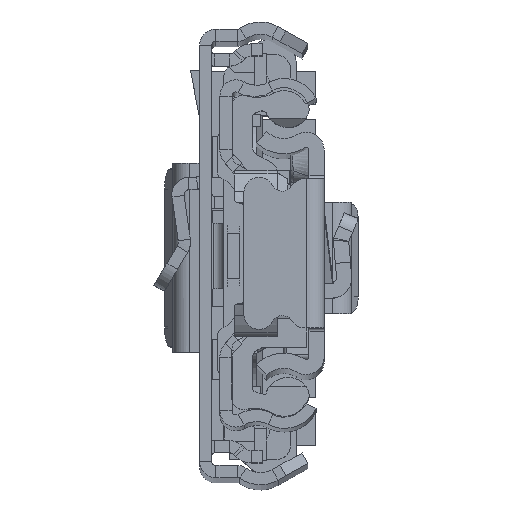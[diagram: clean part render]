
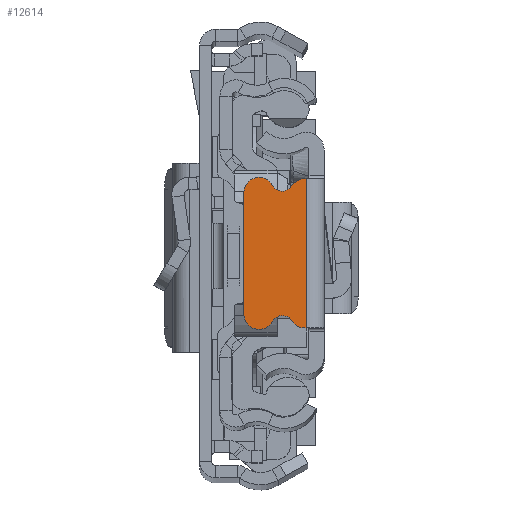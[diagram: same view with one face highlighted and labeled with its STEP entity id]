
A CAD part, top view. The second image highlights one B-rep face of the part: STEP entity #12614.
In plain terms, the highlighted planar face has unit normal (0, 0, 1).
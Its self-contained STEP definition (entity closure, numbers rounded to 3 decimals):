
#268 = VECTOR ( 'NONE', #21862, 1000. ) ;
#638 = CARTESIAN_POINT ( 'NONE',  ( -1.929, 7.37, 0. ) ) ;
#1121 = ORIENTED_EDGE ( 'NONE', *, *, #27001, .T. ) ;
#1448 = VERTEX_POINT ( 'NONE', #12723 ) ;
#1881 = DIRECTION ( 'NONE',  ( 1., 0., 0. ) ) ;
#2589 = EDGE_CURVE ( 'NONE', #1448, #11366, #5028, .T. ) ;
#2959 = CARTESIAN_POINT ( 'NONE',  ( -1.75, 7.37, 0. ) ) ;
#3071 = ORIENTED_EDGE ( 'NONE', *, *, #7344, .F. ) ;
#3378 = ORIENTED_EDGE ( 'NONE', *, *, #2589, .F. ) ;
#3437 = AXIS2_PLACEMENT_3D ( 'NONE', #21558, #10517, #15966 ) ;
#4155 = EDGE_CURVE ( 'NONE', #10154, #1448, #33348, .T. ) ;
#4389 = VERTEX_POINT ( 'NONE', #8962 ) ;
#4847 = DIRECTION ( 'NONE',  ( 1., 0., 0. ) ) ;
#5028 = LINE ( 'NONE', #10458, #8027 ) ;
#5566 = CARTESIAN_POINT ( 'NONE',  ( 292.771, 0., 0. ) ) ;
#5844 = ORIENTED_EDGE ( 'NONE', *, *, #6418, .T. ) ;
#6366 = CIRCLE ( 'NONE', #26481, 1.1 ) ;
#6418 = EDGE_CURVE ( 'NONE', #7324, #4389, #11497, .T. ) ;
#6464 = VERTEX_POINT ( 'NONE', #30122 ) ;
#6806 = AXIS2_PLACEMENT_3D ( 'NONE', #5566, #8550, #30282 ) ;
#6885 = DIRECTION ( 'NONE',  ( 0., -1., 0. ) ) ;
#6950 = CIRCLE ( 'NONE', #9194, 1.1 ) ;
#7324 = VERTEX_POINT ( 'NONE', #34328 ) ;
#7344 = EDGE_CURVE ( 'NONE', #10726, #10154, #8729, .T. ) ;
#7625 = AXIS2_PLACEMENT_3D ( 'NONE', #9954, #9455, #1881 ) ;
#8027 = VECTOR ( 'NONE', #12907, 1000. ) ;
#8550 = DIRECTION ( 'NONE',  ( 0., 0., 1. ) ) ;
#8729 = LINE ( 'NONE', #638, #268 ) ;
#8962 = CARTESIAN_POINT ( 'NONE',  ( -7.929, 6., 0. ) ) ;
#9079 = DIRECTION ( 'NONE',  ( -1., 0., 0. ) ) ;
#9194 = AXIS2_PLACEMENT_3D ( 'NONE', #26440, #10315, #15408 ) ;
#9393 = LINE ( 'NONE', #22686, #32974 ) ;
#9455 = DIRECTION ( 'NONE',  ( 0., 0., 1. ) ) ;
#9536 = ORIENTED_EDGE ( 'NONE', *, *, #18375, .T. ) ;
#9732 = DIRECTION ( 'NONE',  ( 0., 0., -1. ) ) ;
#9954 = CARTESIAN_POINT ( 'NONE',  ( -1.929, -5.87, 0. ) ) ;
#10102 = DIRECTION ( 'NONE',  ( 0., 0., 1. ) ) ;
#10154 = VERTEX_POINT ( 'NONE', #2959 ) ;
#10315 = DIRECTION ( 'NONE',  ( 0., 0., -1. ) ) ;
#10458 = CARTESIAN_POINT ( 'NONE',  ( -1.929, -7.37, 0. ) ) ;
#10517 = DIRECTION ( 'NONE',  ( 0., 0., 1. ) ) ;
#10726 = VERTEX_POINT ( 'NONE', #28745 ) ;
#11346 = CARTESIAN_POINT ( 'NONE',  ( -3.206, 6.658, 0. ) ) ;
#11366 = VERTEX_POINT ( 'NONE', #22193 ) ;
#11497 = CIRCLE ( 'NONE', #20420, 1.5 ) ;
#11658 = ORIENTED_EDGE ( 'NONE', *, *, #33161, .T. ) ;
#11822 = DIRECTION ( 'NONE',  ( 0., -1., 0. ) ) ;
#12614 = ADVANCED_FACE ( 'NONE', ( #16264 ), #13802, .T. ) ;
#12723 = CARTESIAN_POINT ( 'NONE',  ( -1.75, -7.37, 0. ) ) ;
#12907 = DIRECTION ( 'NONE',  ( -1., 0., 0. ) ) ;
#13769 = CIRCLE ( 'NONE', #7625, 1.5 ) ;
#13802 = PLANE ( 'NONE',  #6806 ) ;
#14980 = VERTEX_POINT ( 'NONE', #19191 ) ;
#15408 = DIRECTION ( 'NONE',  ( 1., 0., 0. ) ) ;
#15966 = DIRECTION ( 'NONE',  ( -1., 0., 0. ) ) ;
#16264 = FACE_OUTER_BOUND ( 'NONE', #31100, .T. ) ;
#16537 = ORIENTED_EDGE ( 'NONE', *, *, #4155, .F. ) ;
#17131 = DIRECTION ( 'NONE',  ( 0., 0., 1. ) ) ;
#17450 = CARTESIAN_POINT ( 'NONE',  ( -4.142, -7.236, 0. ) ) ;
#17961 = DIRECTION ( 'NONE',  ( -1., 0., 0. ) ) ;
#18375 = EDGE_CURVE ( 'NONE', #6464, #14980, #6366, .T. ) ;
#19191 = CARTESIAN_POINT ( 'NONE',  ( -3.206, -6.658, 0. ) ) ;
#20366 = CARTESIAN_POINT ( 'NONE',  ( -1.75, 0., 0. ) ) ;
#20420 = AXIS2_PLACEMENT_3D ( 'NONE', #34510, #17131, #9079 ) ;
#21558 = CARTESIAN_POINT ( 'NONE',  ( -1.929, 5.87, 0. ) ) ;
#21862 = DIRECTION ( 'NONE',  ( 1., 0., 0. ) ) ;
#22193 = CARTESIAN_POINT ( 'NONE',  ( -1.929, -7.37, 0. ) ) ;
#22303 = CARTESIAN_POINT ( 'NONE',  ( -7.929, -6., 0. ) ) ;
#22468 = EDGE_CURVE ( 'NONE', #14980, #11366, #13769, .T. ) ;
#22686 = CARTESIAN_POINT ( 'NONE',  ( -7.929, -6., 0. ) ) ;
#23920 = CARTESIAN_POINT ( 'NONE',  ( -6.429, -6., 0. ) ) ;
#24213 = VECTOR ( 'NONE', #6885, 1000. ) ;
#24305 = CIRCLE ( 'NONE', #32166, 1.5 ) ;
#25847 = ORIENTED_EDGE ( 'NONE', *, *, #27468, .T. ) ;
#26258 = VERTEX_POINT ( 'NONE', #22303 ) ;
#26440 = CARTESIAN_POINT ( 'NONE',  ( -4.142, 7.236, 0. ) ) ;
#26481 = AXIS2_PLACEMENT_3D ( 'NONE', #17450, #9732, #17961 ) ;
#27001 = EDGE_CURVE ( 'NONE', #33476, #7324, #6950, .T. ) ;
#27468 = EDGE_CURVE ( 'NONE', #26258, #6464, #24305, .T. ) ;
#28745 = CARTESIAN_POINT ( 'NONE',  ( -1.929, 7.37, 0. ) ) ;
#28923 = EDGE_CURVE ( 'NONE', #4389, #26258, #9393, .T. ) ;
#30122 = CARTESIAN_POINT ( 'NONE',  ( -5.109, -6.713, 0. ) ) ;
#30130 = ORIENTED_EDGE ( 'NONE', *, *, #28923, .T. ) ;
#30282 = DIRECTION ( 'NONE',  ( 1., 0., 0. ) ) ;
#30340 = CIRCLE ( 'NONE', #3437, 1.5 ) ;
#31100 = EDGE_LOOP ( 'NONE', ( #16537, #3071, #11658, #1121, #5844, #30130, #25847, #9536, #31483, #3378 ) ) ;
#31483 = ORIENTED_EDGE ( 'NONE', *, *, #22468, .T. ) ;
#32166 = AXIS2_PLACEMENT_3D ( 'NONE', #23920, #10102, #4847 ) ;
#32974 = VECTOR ( 'NONE', #11822, 1000. ) ;
#33161 = EDGE_CURVE ( 'NONE', #10726, #33476, #30340, .T. ) ;
#33348 = LINE ( 'NONE', #20366, #24213 ) ;
#33476 = VERTEX_POINT ( 'NONE', #11346 ) ;
#34328 = CARTESIAN_POINT ( 'NONE',  ( -5.109, 6.713, 0. ) ) ;
#34510 = CARTESIAN_POINT ( 'NONE',  ( -6.429, 6., 0. ) ) ;
